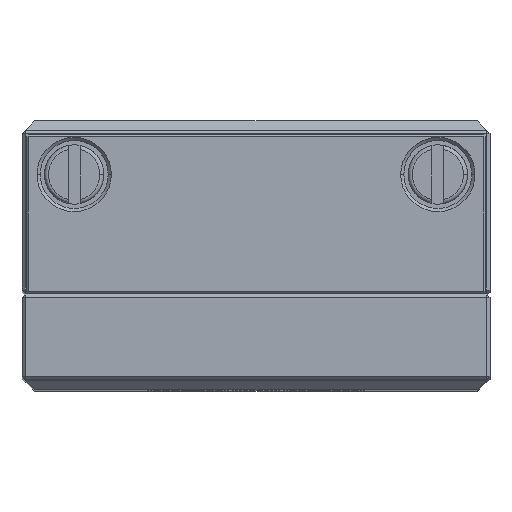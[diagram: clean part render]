
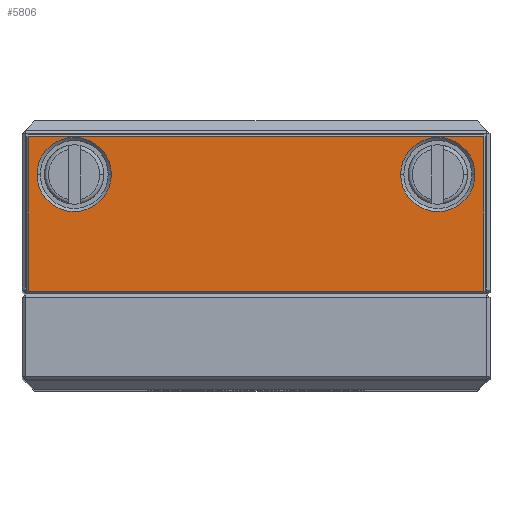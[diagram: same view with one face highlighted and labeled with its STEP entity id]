
A CAD part, top view. The second image highlights one B-rep face of the part: STEP entity #5806.
In plain terms, the highlighted planar face has unit normal (0, 0, 1).
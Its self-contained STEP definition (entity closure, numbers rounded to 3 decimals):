
#4197=FACE_BOUND('',#8254,.T.);
#4198=FACE_BOUND('',#8255,.T.);
#4199=FACE_BOUND('',#8256,.T.);
#4415=PLANE('',#25617);
#5806=ADVANCED_FACE('',(#4197,#4198,#4199),#4415,.T.);
#8254=EDGE_LOOP('',(#13999,#14000,#14001,#14002));
#8255=EDGE_LOOP('',(#14003,#14004));
#8256=EDGE_LOOP('',(#14005,#14006));
#9617=LINE('',#32598,#11752);
#9618=LINE('',#32601,#11753);
#9619=LINE('',#32603,#11754);
#9620=LINE('',#32605,#11755);
#11752=VECTOR('',#27260,1.);
#11753=VECTOR('',#27261,1.);
#11754=VECTOR('',#27262,1.);
#11755=VECTOR('',#27263,1.);
#13999=ORIENTED_EDGE('',*,*,#22043,.T.);
#14000=ORIENTED_EDGE('',*,*,#22044,.T.);
#14001=ORIENTED_EDGE('',*,*,#22045,.T.);
#14002=ORIENTED_EDGE('',*,*,#22046,.T.);
#14003=ORIENTED_EDGE('',*,*,#21973,.T.);
#14004=ORIENTED_EDGE('',*,*,#22042,.T.);
#14005=ORIENTED_EDGE('',*,*,#21977,.T.);
#14006=ORIENTED_EDGE('',*,*,#22041,.T.);
#19991=VERTEX_POINT('',#32334);
#19992=VERTEX_POINT('',#32336);
#19995=VERTEX_POINT('',#32343);
#19996=VERTEX_POINT('',#32345);
#20035=VERTEX_POINT('',#32599);
#20036=VERTEX_POINT('',#32600);
#20037=VERTEX_POINT('',#32602);
#20038=VERTEX_POINT('',#32604);
#21973=EDGE_CURVE('',#19992,#19991,#25037,.T.);
#21977=EDGE_CURVE('',#19996,#19995,#25039,.T.);
#22041=EDGE_CURVE('',#19995,#19996,#25070,.T.);
#22042=EDGE_CURVE('',#19991,#19992,#25071,.T.);
#22043=EDGE_CURVE('',#20035,#20036,#9617,.T.);
#22044=EDGE_CURVE('',#20036,#20037,#9618,.T.);
#22045=EDGE_CURVE('',#20037,#20038,#9619,.T.);
#22046=EDGE_CURVE('',#20038,#20035,#9620,.T.);
#25037=CIRCLE('',#25552,2.35);
#25039=CIRCLE('',#25555,2.35);
#25070=CIRCLE('',#25613,2.35);
#25071=CIRCLE('',#25615,2.35);
#25552=AXIS2_PLACEMENT_3D('',#32335,#27103,#27104);
#25555=AXIS2_PLACEMENT_3D('',#32344,#27111,#27112);
#25613=AXIS2_PLACEMENT_3D('',#32594,#27252,#27253);
#25615=AXIS2_PLACEMENT_3D('',#32596,#27256,#27257);
#25617=AXIS2_PLACEMENT_3D('',#32606,#27264,#27265);
#27103=DIRECTION('',(0.,0.,-1.));
#27104=DIRECTION('',(1.,0.,0.));
#27111=DIRECTION('',(0.,0.,-1.));
#27112=DIRECTION('',(1.,0.,0.));
#27252=DIRECTION('',(0.,0.,-1.));
#27253=DIRECTION('',(1.,0.,0.));
#27256=DIRECTION('',(0.,0.,-1.));
#27257=DIRECTION('',(1.,0.,0.));
#27260=DIRECTION('',(0.,-1.,0.));
#27261=DIRECTION('',(1.,0.,0.));
#27262=DIRECTION('',(0.,1.,0.));
#27263=DIRECTION('',(-1.,0.,0.));
#27264=DIRECTION('',(0.,0.,1.));
#27265=DIRECTION('',(-1.,0.,0.));
#32334=CARTESIAN_POINT('',(9.15,13.58,43.5));
#32335=CARTESIAN_POINT('',(11.5,13.58,43.5));
#32336=CARTESIAN_POINT('',(13.85,13.58,43.5));
#32343=CARTESIAN_POINT('',(-13.85,13.58,43.5));
#32344=CARTESIAN_POINT('',(-11.5,13.58,43.5));
#32345=CARTESIAN_POINT('',(-9.15,13.58,43.5));
#32594=CARTESIAN_POINT('',(-11.5,13.58,43.5));
#32596=CARTESIAN_POINT('',(11.5,13.58,43.5));
#32598=CARTESIAN_POINT('',(-14.4,6.08,43.5));
#32599=CARTESIAN_POINT('',(-14.4,15.98,43.5));
#32600=CARTESIAN_POINT('',(-14.4,6.18,43.5));
#32601=CARTESIAN_POINT('',(14.5,6.18,43.5));
#32602=CARTESIAN_POINT('',(14.4,6.18,43.5));
#32603=CARTESIAN_POINT('',(14.4,16.08,43.5));
#32604=CARTESIAN_POINT('',(14.4,15.98,43.5));
#32605=CARTESIAN_POINT('',(-14.5,15.98,43.5));
#32606=CARTESIAN_POINT('',(-14.5,6.08,43.5));
